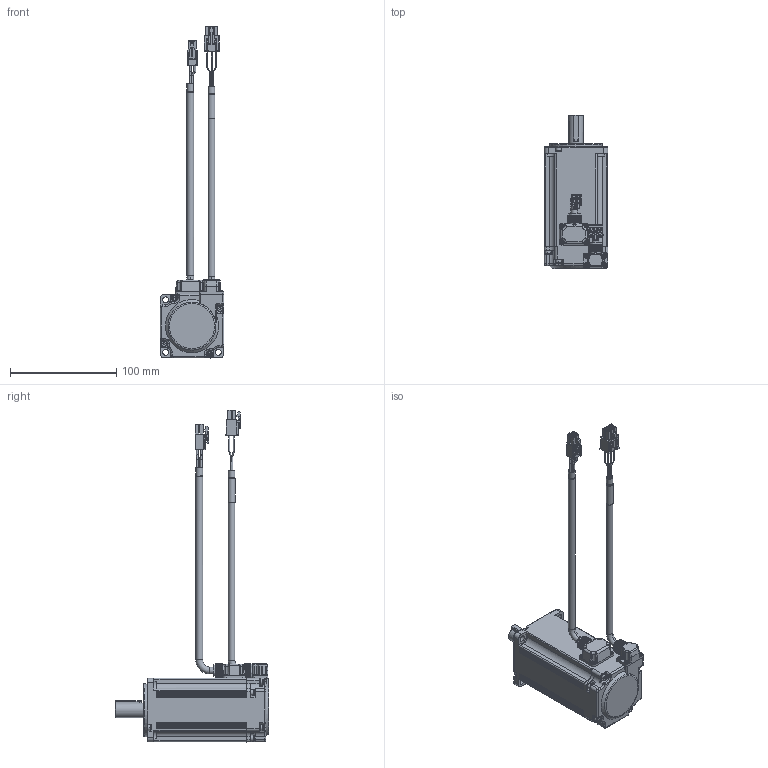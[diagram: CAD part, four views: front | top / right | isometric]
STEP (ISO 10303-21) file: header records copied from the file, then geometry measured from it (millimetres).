
FILE_DESCRIPTION( ('This file contains a STEP AP42 implementation' ,'as created by ZW3D STEP Interface translator.') ,'2;1' );
FILE_NAME( 'X2MH060A-N2L.stp' ,'24 729.142329', (''), ('ZWCAD Software Co.'), 'Version 1.0', 'ZW3D to STEP translator', '' );
FILE_SCHEMA(('AUTOMOTIVE_DESIGN { 1 0 10303 214 1 1 1 1 }'));
Length unit declared in the file: millimetre
Products named in the file (1): 0
Bounding box: 60 x 144.6 x 312.45 mm (x, y, z)
Volume: 401713.6 mm3; surface area: 56527.2 mm2
Topology: 1 solids, 1 shells, 2335 faces, 6152 edges, 3895 vertices
Faces by surface type: plane 1216, cylinder 811, bspline 99, cone 96, torus 66, sphere 47
Full cylindrical faces by diameter (mm): 0.98 x18, 1.6 x8, 1.7 x2, 1.76 x12, 2 x6, 2.1 x2, 2.6 x10, 3.5 x8, 4 x2, 4.2 x12, 4.8 x4, 5 x11, 5.1 x1, 5.5 x4, 5.8 x1, 6 x1, 6.2 x1, 6.3 x2, 6.5 x3, 8.5 x2, 8.6 x1, 9.4 x1, 9.8 x6, 10 x6, 11 x4, 11.2 x7, 14 x1, 17 x1, 17.4 x1, 25 x1
Entity records: 81094 total; most frequent: CARTESIAN_POINT 21669, ORIENTED_EDGE 12234, DIRECTION 11649, EDGE_CURVE 6117, AXIS2_PLACEMENT_3D 4043, VERTEX_POINT 3895, VECTOR 3563, LINE 3563
